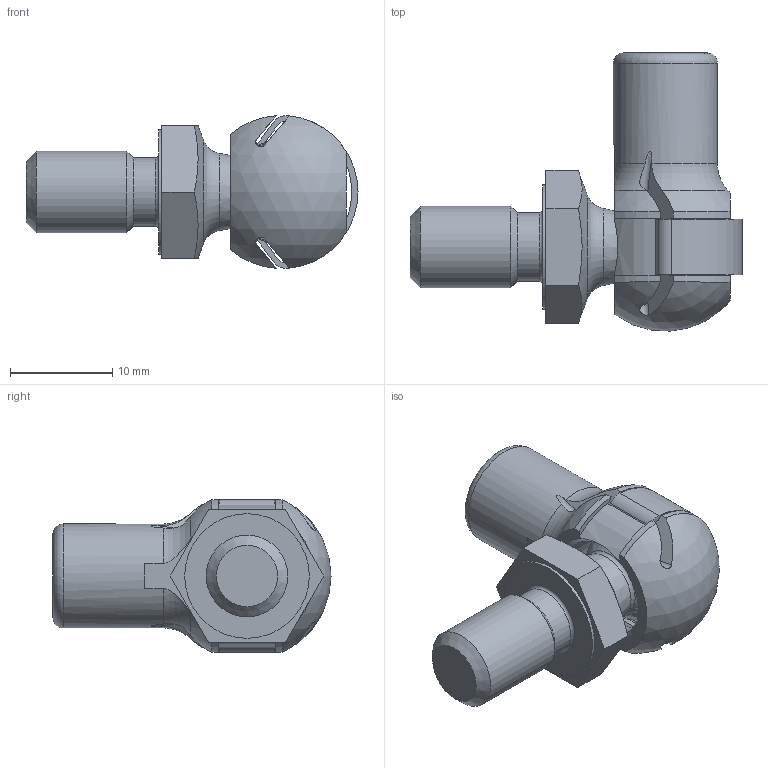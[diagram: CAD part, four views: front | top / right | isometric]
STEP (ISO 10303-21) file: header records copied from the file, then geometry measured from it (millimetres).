
FILE_DESCRIPTION(/* description */ (''),/* implementation_level */ '2;1');
FILE_NAME(/* name */ 'SG-207.stp',/* time_stamp */ '2019-10-07T15:16:12+02:00',/* author */ (''),/* organization */ (''),/* preprocessor_version */ 'ST-DEVELOPER v15.2',/* originating_system */ 'Autodesk Translator Framework v2.0.0.5431',/* authorisation */ '');
FILE_SCHEMA (('AUTOMOTIVE_DESIGN { 1 0 10303 214 3 1 1 }'));
Length unit declared in the file: centimetre
Products named in the file (1): (Unsaved)
Bounding box: 32.5 x 27.24 x 14.97 mm (x, y, z)
Volume: 3595.3 mm3; surface area: 3025.3 mm2
Topology: 2 solids, 2 shells, 88 faces, 251 edges, 164 vertices
Faces by surface type: plane 34, cylinder 31, torus 11, cone 6, sphere 6
Full cylindrical faces by diameter (mm): 6.75 x1, 6.8 x1, 8 x2, 10 x1, 10.2 x1, 12.2 x1
Entity records: 2932 total; most frequent: CARTESIAN_POINT 705, DIRECTION 479, ORIENTED_EDGE 444, EDGE_CURVE 222, AXIS2_PLACEMENT_3D 192, VERTEX_POINT 155, EDGE_LOOP 111, CIRCLE 99
